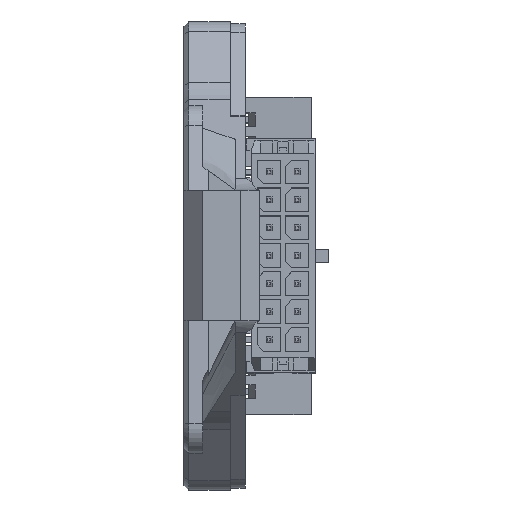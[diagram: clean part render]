
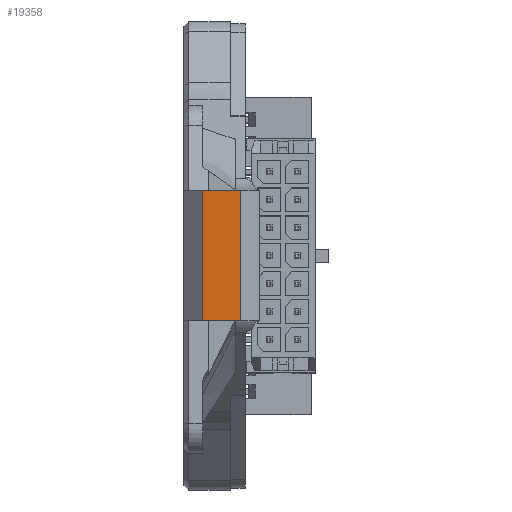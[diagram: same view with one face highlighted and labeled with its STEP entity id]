
A CAD part, top view. The second image highlights one B-rep face of the part: STEP entity #19358.
In plain terms, the highlighted face is planar.
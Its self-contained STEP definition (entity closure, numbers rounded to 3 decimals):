
#1577=FACE_OUTER_BOUND('',#2727,.T.);
#2727=EDGE_LOOP('',(#17177,#17178,#17179,#17180));
#5053=LINE('',#30850,#7475);
#5057=LINE('',#30863,#7479);
#5064=LINE('',#30874,#7486);
#5066=LINE('',#30878,#7488);
#7475=VECTOR('',#25285,10.);
#7479=VECTOR('',#25297,10.);
#7486=VECTOR('',#25306,10.);
#7488=VECTOR('',#25310,10.);
#9195=VERTEX_POINT('',#30843);
#9198=VERTEX_POINT('',#30848);
#9203=VERTEX_POINT('',#30862);
#9206=VERTEX_POINT('',#30872);
#11774=EDGE_CURVE('',#9198,#9195,#5053,.T.);
#11780=EDGE_CURVE('',#9195,#9203,#5057,.T.);
#11787=EDGE_CURVE('',#9203,#9206,#5064,.T.);
#11789=EDGE_CURVE('',#9198,#9206,#5066,.T.);
#17177=ORIENTED_EDGE('',*,*,#11774,.F.);
#17178=ORIENTED_EDGE('',*,*,#11789,.T.);
#17179=ORIENTED_EDGE('',*,*,#11787,.F.);
#17180=ORIENTED_EDGE('',*,*,#11780,.F.);
#18105=PLANE('',#20659);
#19358=ADVANCED_FACE('',(#1577),#18105,.T.);
#20659=AXIS2_PLACEMENT_3D('',#31105,#25579,#25580);
#25285=DIRECTION('',(-1.,0.,0.));
#25297=DIRECTION('',(0.,0.,-1.));
#25306=DIRECTION('',(1.,0.,0.));
#25310=DIRECTION('',(0.,0.,-1.));
#25579=DIRECTION('center_axis',(0.,1.,0.));
#25580=DIRECTION('ref_axis',(1.,0.,0.));
#30843=CARTESIAN_POINT('',(-7.,31.2,1.1));
#30848=CARTESIAN_POINT('',(7.,31.2,1.1));
#30850=CARTESIAN_POINT('',(-3.5,31.2,1.1));
#30862=CARTESIAN_POINT('',(-7.,31.2,-3.));
#30863=CARTESIAN_POINT('',(-7.,31.2,0.));
#30872=CARTESIAN_POINT('',(7.,31.2,-3.));
#30874=CARTESIAN_POINT('',(-3.5,31.2,-3.));
#30878=CARTESIAN_POINT('',(7.,31.2,0.));
#31105=CARTESIAN_POINT('Origin',(-7.,31.2,0.));
